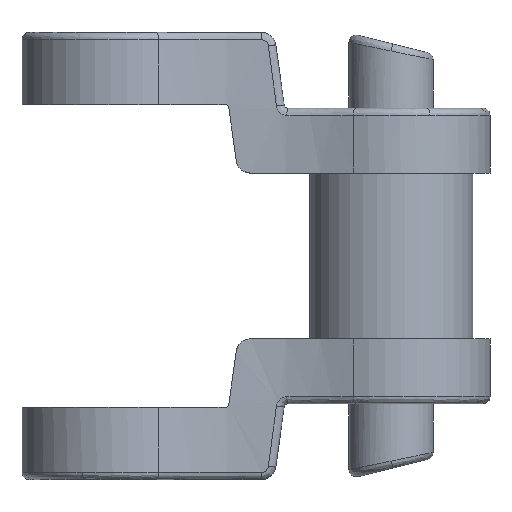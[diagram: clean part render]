
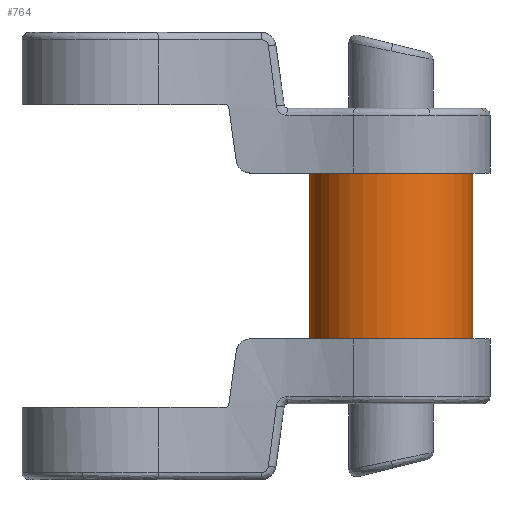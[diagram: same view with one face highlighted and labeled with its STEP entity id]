
A CAD part, front view. The second image highlights one B-rep face of the part: STEP entity #764.
In plain terms, the highlighted cylindrical face has radius 1.13 mm (diameter 2.26 mm), a partial arc.
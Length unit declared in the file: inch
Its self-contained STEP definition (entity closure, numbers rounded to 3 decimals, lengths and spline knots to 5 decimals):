
#59 = EDGE_CURVE ( 'NONE', #164, #190, #3610, .T. ) ;
#164 = VERTEX_POINT ( 'NONE', #1229 ) ;
#190 = VERTEX_POINT ( 'NONE', #1306 ) ;
#250 = VERTEX_POINT ( 'NONE', #1365 ) ;
#252 = EDGE_CURVE ( 'NONE', #250, #253, #1443, .T. ) ;
#253 = VERTEX_POINT ( 'NONE', #1439 ) ;
#764 = ADVANCED_FACE ( 'NONE', ( #3110 ), #3021, .T. ) ;
#765 = EDGE_LOOP ( 'NONE', ( #975, #942, #977, #976 ) ) ;
#797 = EDGE_CURVE ( 'NONE', #190, #253, #3310, .T. ) ;
#871 = EDGE_CURVE ( 'NONE', #250, #164, #3582, .T. ) ;
#942 = ORIENTED_EDGE ( 'NONE', *, *, #871, .T. ) ;
#975 = ORIENTED_EDGE ( 'NONE', *, *, #252, .F. ) ;
#976 = ORIENTED_EDGE ( 'NONE', *, *, #797, .T. ) ;
#977 = ORIENTED_EDGE ( 'NONE', *, *, #59, .T. ) ;
#1229 = CARTESIAN_POINT ( 'NONE',  ( 0.11824, 0., -0.04528 ) ) ;
#1306 = CARTESIAN_POINT ( 'NONE',  ( 0.11824, 0., 0.04528 ) ) ;
#1365 = CARTESIAN_POINT ( 'NONE',  ( 0.02926, 0., -0.04528 ) ) ;
#1439 = CARTESIAN_POINT ( 'NONE',  ( 0.02926, 0., 0.04528 ) ) ;
#1440 = DIRECTION ( 'NONE',  ( 0., 0., 1. ) ) ;
#1441 = VECTOR ( 'NONE', #1440, 39.37008 ) ;
#1442 = CARTESIAN_POINT ( 'NONE',  ( 0.02926, 0., 0.04528 ) ) ;
#1443 = LINE ( 'NONE', #1442, #1441 ) ;
#3020 = AXIS2_PLACEMENT_3D ( 'NONE', #3108, #3107, #3109 ) ;
#3021 = CYLINDRICAL_SURFACE ( 'NONE', #3020, 0.04449 ) ;
#3107 = DIRECTION ( 'NONE',  ( 0., 0., 1. ) ) ;
#3108 = CARTESIAN_POINT ( 'NONE',  ( 0.07375, 0., 0.04528 ) ) ;
#3109 = DIRECTION ( 'NONE',  ( 1., 0., 0. ) ) ;
#3110 = FACE_OUTER_BOUND ( 'NONE', #765, .T. ) ;
#3237 = AXIS2_PLACEMENT_3D ( 'NONE', #3285, #3241, #3274 ) ;
#3241 = DIRECTION ( 'NONE',  ( 0., 0., -1. ) ) ;
#3274 = DIRECTION ( 'NONE',  ( 1., 0., 0. ) ) ;
#3285 = CARTESIAN_POINT ( 'NONE',  ( 0.07375, 0., 0.04528 ) ) ;
#3310 = CIRCLE ( 'NONE', #3237, 0.04449 ) ;
#3576 = AXIS2_PLACEMENT_3D ( 'NONE', #3595, #3594, #3583 ) ;
#3582 = CIRCLE ( 'NONE', #3576, 0.04449 ) ;
#3583 = DIRECTION ( 'NONE',  ( 1., 0., 0. ) ) ;
#3594 = DIRECTION ( 'NONE',  ( 0., 0., 1. ) ) ;
#3595 = CARTESIAN_POINT ( 'NONE',  ( 0.07375, 0., -0.04528 ) ) ;
#3610 = LINE ( 'NONE', #3734, #3733 ) ;
#3732 = DIRECTION ( 'NONE',  ( 0., 0., 1. ) ) ;
#3733 = VECTOR ( 'NONE', #3732, 39.37008 ) ;
#3734 = CARTESIAN_POINT ( 'NONE',  ( 0.11824, 0., 0.04528 ) ) ;
